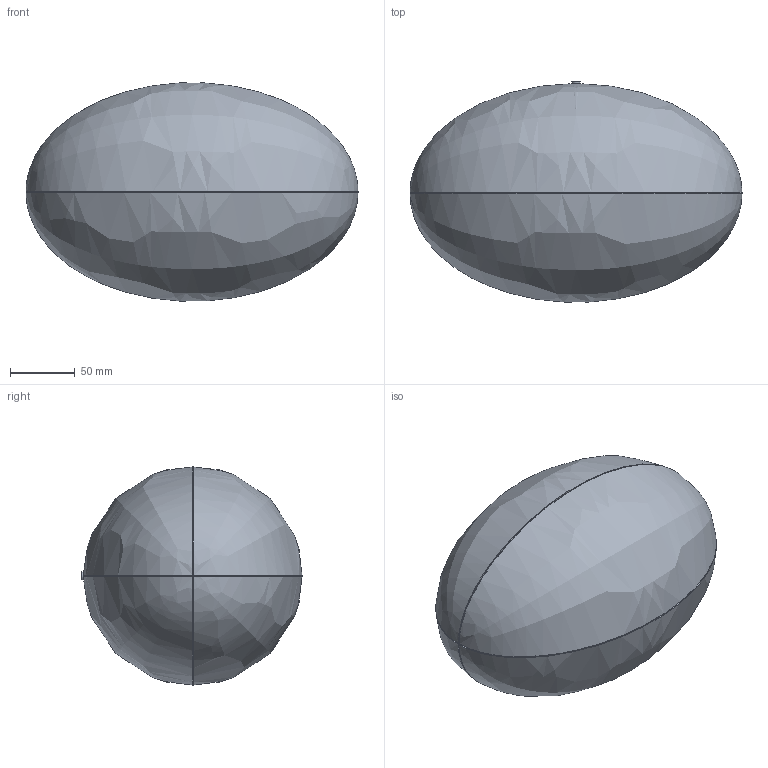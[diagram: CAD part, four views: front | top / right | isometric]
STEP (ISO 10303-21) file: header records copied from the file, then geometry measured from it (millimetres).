
FILE_DESCRIPTION (( 'STEP AP203' ), '1' );
FILE_NAME ('size 3 rugby.STEP', '2020-01-05T11:01:38', ( '' ), ( '' ), 'SwSTEP 2.0', 'SolidWorks 2019', '' );
FILE_SCHEMA (( 'CONFIG_CONTROL_DESIGN' ));
Length unit declared in the file: millimetre
Products named in the file (1): size 3 rugby
Bounding box: 256.76 x 170.22 x 168.66 mm (x, y, z)
Volume: 3841292.6 mm3; surface area: 124672 mm2
Topology: 1 solids, 1 shells, 30 faces, 98 edges, 69 vertices
Faces by surface type: plane 14, bspline 11, cylinder 5
Entity records: 6540 total; most frequent: CARTESIAN_POINT 5750, ORIENTED_EDGE 196, EDGE_CURVE 98, DIRECTION 76, VERTEX_POINT 69, B_SPLINE_CURVE_WITH_KNOTS 67, EDGE_LOOP 33, FACE_OUTER_BOUND 30
